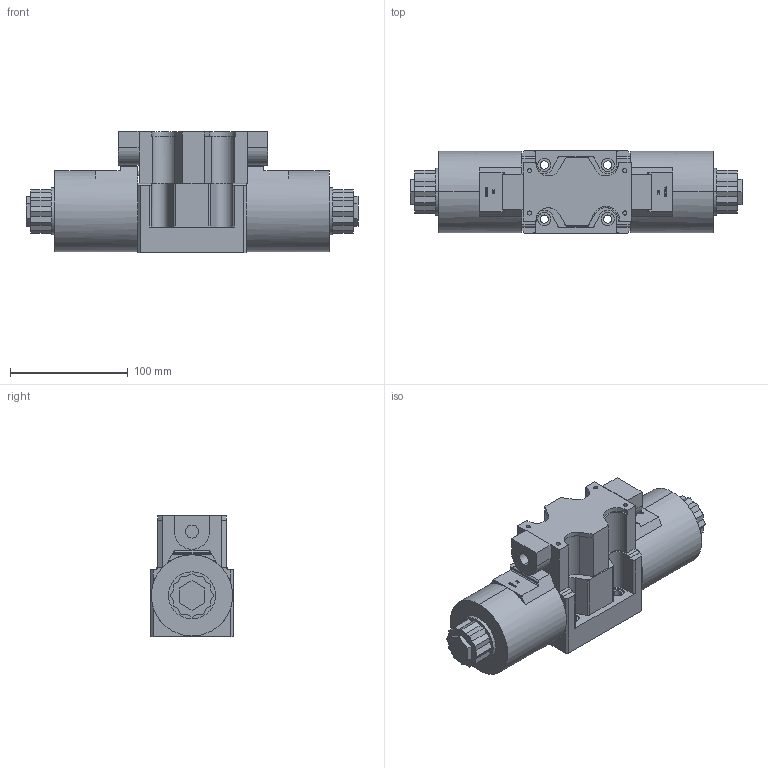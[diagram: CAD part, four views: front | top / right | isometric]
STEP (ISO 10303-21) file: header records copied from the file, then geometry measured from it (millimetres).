
FILE_DESCRIPTION (( 'STEP AP214' ), '1' );
FILE_NAME ('DSG-03-3cx-DC-x50.STEP', '2021-12-10T06:21:38', ( '' ), ( '' ), 'SwSTEP 2.0', 'SolidWorks 2019', '' );
FILE_SCHEMA (( 'AUTOMOTIVE_DESIGN' ));
Length unit declared in the file: millimetre
Products named in the file (1): DSG-03-3cx-DC-x50
Bounding box: 282.2 x 70 x 103.5 mm (x, y, z)
Volume: 945472.5 mm3; surface area: 125661.7 mm2
Topology: 1 solids, 1 shells, 650 faces, 1667 edges, 1091 vertices
Faces by surface type: plane 341, cylinder 169, bspline 136, cone 4
Entity records: 30228 total; most frequent: CARTESIAN_POINT 12301, ORIENTED_EDGE 3326, DIRECTION 2663, EDGE_CURVE 1663, VERTEX_POINT 1091, LINE 997, VECTOR 997, AXIS2_PLACEMENT_3D 833
